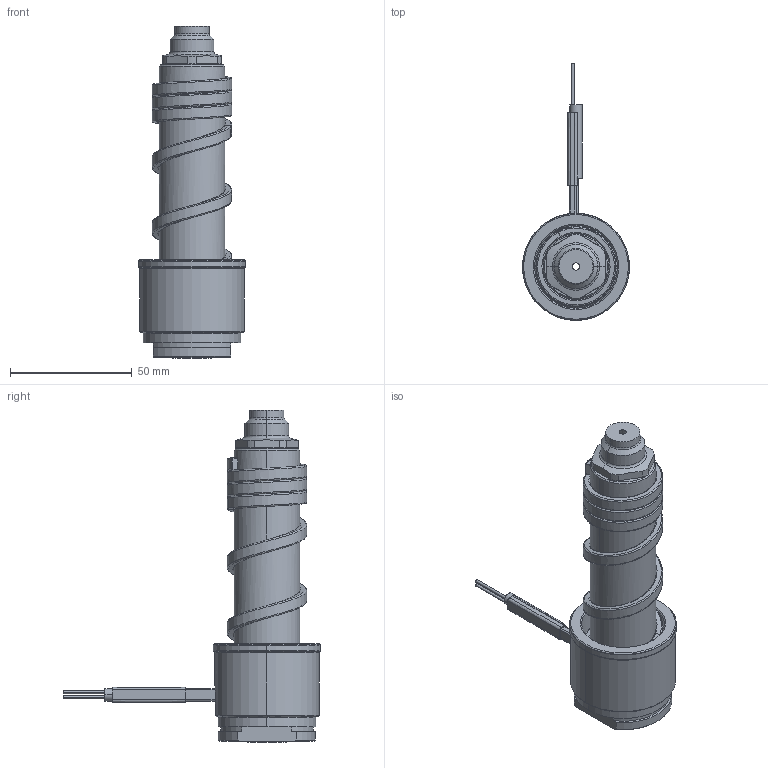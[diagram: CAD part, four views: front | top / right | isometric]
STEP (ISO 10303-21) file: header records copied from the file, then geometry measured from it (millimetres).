
FILE_DESCRIPTION((''),'2;1');
FILE_NAME('EL-136-CKG','2014-03-14T',('Íàòàëüÿ'),('IMID'),'PRO/ENGINEER BY PARAMETRIC TECHNOLOGY CORPORATION, 2010180','PRO/ENGINEER BY PARAMETRIC TECHNOLOGY CORPORATION, 2010180','');
FILE_SCHEMA(('CONFIG_CONTROL_DESIGN'));
Length unit declared in the file: millimetre
Products named in the file (1): EL-136-CKG
Bounding box: 44 x 105.5 x 136.3 mm (x, y, z)
Volume: 98228.5 mm3; surface area: 37077.4 mm2
Topology: 1 solids, 8 shells, 306 faces, 755 edges, 451 vertices
Faces by surface type: cylinder 101, bspline 54, plane 53, cone 52, torus 29, revolution 9, extrusion 8
Entity records: 16469 total; most frequent: CARTESIAN_POINT 9552, ORIENTED_EDGE 1470, DIRECTION 1353, EDGE_CURVE 747, AXIS2_PLACEMENT_3D 537, VERTEX_POINT 451, EDGE_LOOP 330, FACE_OUTER_BOUND 306
